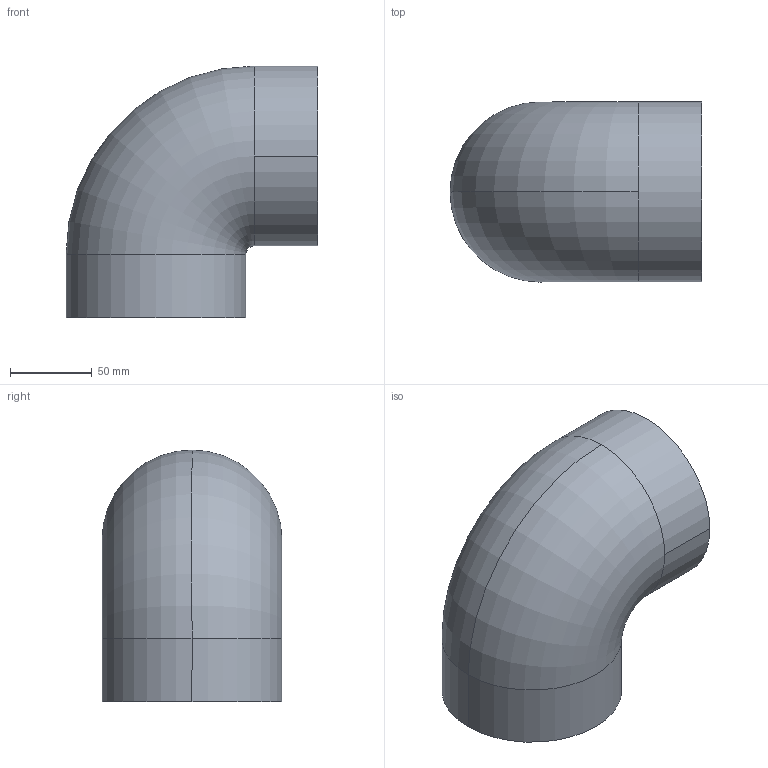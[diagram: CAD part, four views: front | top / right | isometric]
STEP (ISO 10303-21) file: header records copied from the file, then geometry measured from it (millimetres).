
FILE_DESCRIPTION(('STEP AP214'),'1');
FILE_NAME('cctmp_3E6EE8FF-920B-4DC2-B591-2D72C45CABCA_2022_03_09_10_47_24_0530..stp','2022-03-09T09:47:24',('Praher Valves GmbH'),('CADClick - www.CADClick.com'),'Spatial InterOp 3D',' ','unknown authorization');
FILE_SCHEMA(('AUTOMOTIVE_DESIGN'));
Length unit declared in the file: millimetre
Products named in the file (1): 70574
Bounding box: 154 x 110 x 154 mm (x, y, z)
Volume: 556945.8 mm3; surface area: 115199.3 mm2
Topology: 1 solids, 1 shells, 16 faces, 39 edges, 25 vertices
Faces by surface type: cylinder 8, torus 4, plane 4
Entity records: 1170 total; most frequent: CARTESIAN_POINT 629, DIRECTION 88, ORIENTED_EDGE 78, AXIS2_PLACEMENT_3D 40, EDGE_CURVE 39, VERTEX_POINT 25, CIRCLE 23, EDGE_LOOP 18
